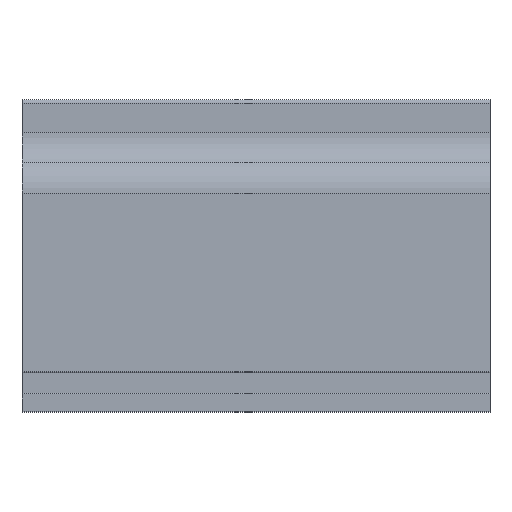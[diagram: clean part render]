
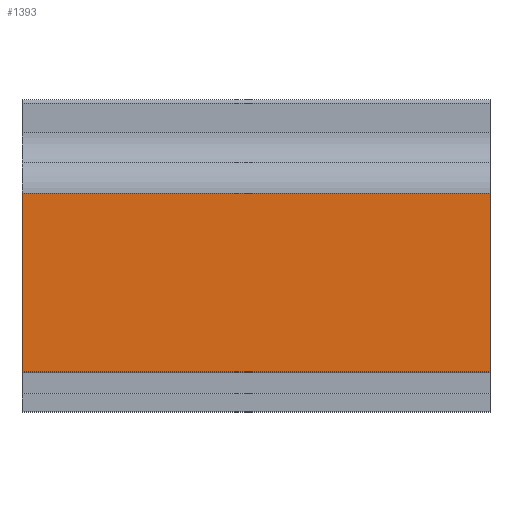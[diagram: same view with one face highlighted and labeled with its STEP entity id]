
A CAD part, top view. The second image highlights one B-rep face of the part: STEP entity #1393.
In plain terms, the highlighted planar face has unit normal (0, 0, 1).
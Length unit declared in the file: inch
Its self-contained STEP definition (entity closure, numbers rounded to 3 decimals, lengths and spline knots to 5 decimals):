
#117=FACE_OUTER_BOUND('',#191,.T.);
#191=EDGE_LOOP('',(#921,#922,#923,#924));
#265=LINE('',#2049,#413);
#266=LINE('',#2051,#414);
#267=LINE('',#2053,#415);
#268=LINE('',#2054,#416);
#413=VECTOR('',#1615,4.57878);
#414=VECTOR('',#1616,12.);
#415=VECTOR('',#1617,4.57878);
#416=VECTOR('',#1618,12.);
#561=VERTEX_POINT('',#2047);
#562=VERTEX_POINT('',#2048);
#563=VERTEX_POINT('',#2050);
#564=VERTEX_POINT('',#2052);
#705=EDGE_CURVE('',#561,#562,#265,.T.);
#706=EDGE_CURVE('',#561,#563,#266,.T.);
#707=EDGE_CURVE('',#564,#563,#267,.T.);
#708=EDGE_CURVE('',#562,#564,#268,.T.);
#921=ORIENTED_EDGE('',*,*,#705,.F.);
#922=ORIENTED_EDGE('',*,*,#706,.T.);
#923=ORIENTED_EDGE('',*,*,#707,.F.);
#924=ORIENTED_EDGE('',*,*,#708,.F.);
#1353=PLANE('',#1469);
#1393=ADVANCED_FACE('',(#117),#1353,.T.);
#1469=AXIS2_PLACEMENT_3D('',#2046,#1613,#1614);
#1613=DIRECTION('center_axis',(0.,0.,1.));
#1614=DIRECTION('ref_axis',(0.,1.,0.));
#1615=DIRECTION('',(0.,-1.,0.));
#1616=DIRECTION('',(-1.,0.,0.));
#1617=DIRECTION('',(0.,1.,0.));
#1618=DIRECTION('',(-1.,0.,0.));
#2046=CARTESIAN_POINT('Origin',(12.,1.22869,-6.9651));
#2047=CARTESIAN_POINT('',(12.,5.80747,-6.9651));
#2048=CARTESIAN_POINT('',(12.,1.22869,-6.9651));
#2049=CARTESIAN_POINT('',(12.,1.77485,-6.9651));
#2050=CARTESIAN_POINT('',(0.,5.80747,-6.9651));
#2051=CARTESIAN_POINT('',(12.,5.80747,-6.9651));
#2052=CARTESIAN_POINT('',(0.,1.22869,-6.9651));
#2053=CARTESIAN_POINT('',(0.,1.77485,-6.9651));
#2054=CARTESIAN_POINT('',(12.,1.22869,-6.9651));
